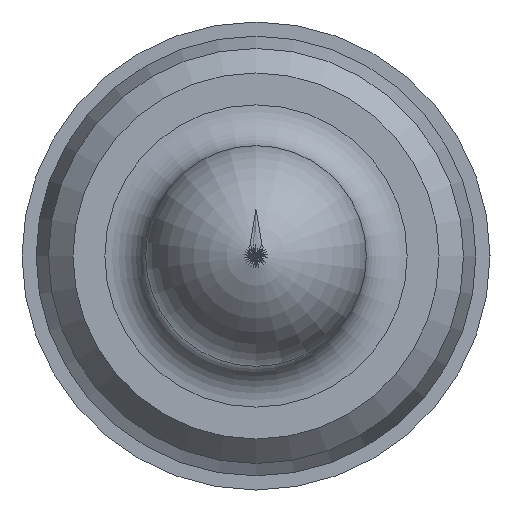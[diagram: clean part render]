
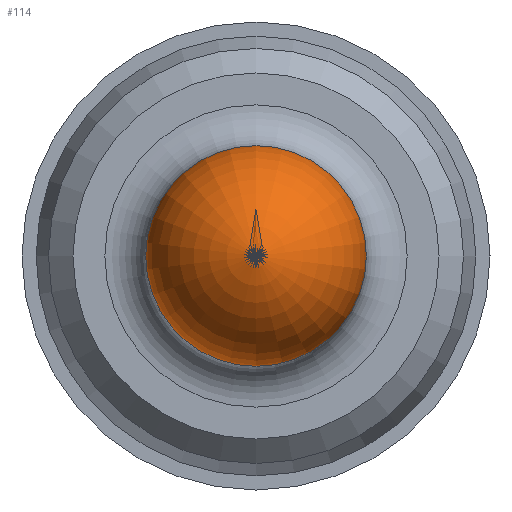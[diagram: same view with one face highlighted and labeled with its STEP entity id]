
A CAD part, left-side view. The second image highlights one B-rep face of the part: STEP entity #114.
In plain terms, the highlighted toroidal (fillet/blend) face has major radius 0.072 mm and minor radius 0.416 mm.
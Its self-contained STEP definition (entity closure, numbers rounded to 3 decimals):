
#15 = DIRECTION ( 'NONE',  ( 1., 0., 0. ) ) ;
#24 = ORIENTED_EDGE ( 'NONE', *, *, #215, .F. ) ;
#42 = AXIS2_PLACEMENT_3D ( 'NONE', #252, #151, #155 ) ;
#44 = CARTESIAN_POINT ( 'NONE',  ( -4.417, 0., -0.344 ) ) ;
#103 = VERTEX_POINT ( 'NONE', #44 ) ;
#114 = ADVANCED_FACE ( 'NONE', ( #285 ), #258, .T. ) ;
#151 = DIRECTION ( 'NONE',  ( 1., 0., 0. ) ) ;
#155 = DIRECTION ( 'NONE',  ( 0., 0., -1. ) ) ;
#215 = EDGE_CURVE ( 'NONE', #103, #103, #296, .T. ) ;
#229 = EDGE_LOOP ( 'NONE', ( #24 ) ) ;
#252 = CARTESIAN_POINT ( 'NONE',  ( -4.417, 0., 0. ) ) ;
#258 = TOROIDAL_SURFACE ( 'NONE', #270, -0.072, 0.416 ) ;
#270 = AXIS2_PLACEMENT_3D ( 'NONE', #275, #15, #283 ) ;
#275 = CARTESIAN_POINT ( 'NONE',  ( -4.417, 0., 0. ) ) ;
#283 = DIRECTION ( 'NONE',  ( 0., 0., 1. ) ) ;
#285 = FACE_OUTER_BOUND ( 'NONE', #229, .T. ) ;
#296 = CIRCLE ( 'NONE', #42, 0.344 ) ;
